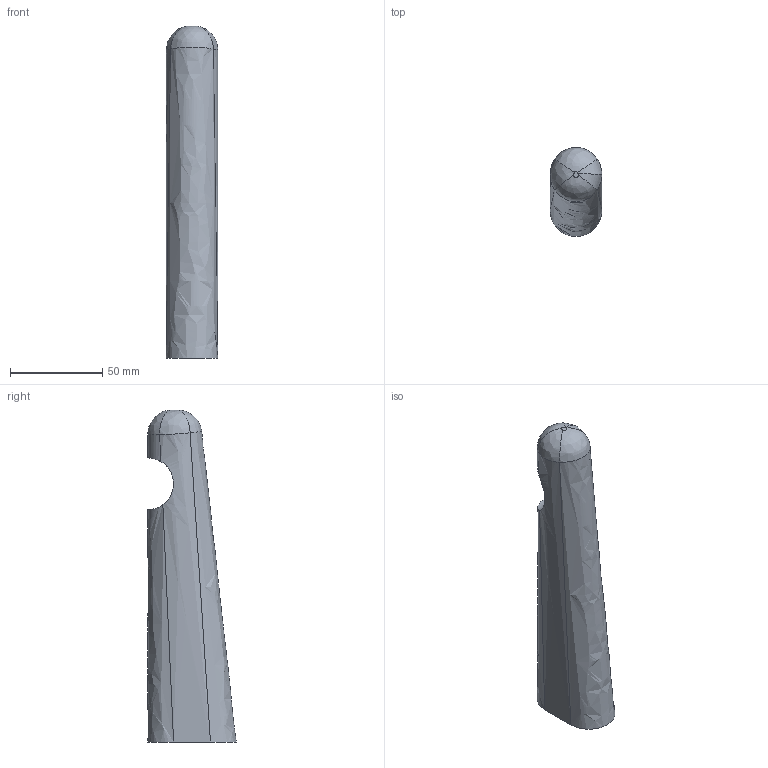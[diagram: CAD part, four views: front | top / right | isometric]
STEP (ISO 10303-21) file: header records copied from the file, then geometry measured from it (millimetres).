
FILE_DESCRIPTION(('FreeCAD Model'),'2;1');
FILE_NAME('Open CASCADE Shape Model','2025-03-19T12:42:47',(''),(''), 'Open CASCADE STEP processor 7.8','FreeCAD','Unknown');
FILE_SCHEMA(('CONFIG_CONTROL_DESIGN','SHAPE_APPEARANCE_LAYER_MIM'));
Length unit declared in the file: millimetre
Products named in the file (1): Body
Bounding box: 28 x 48 x 180 mm (x, y, z)
Volume: 147030.6 mm3; surface area: 21466.9 mm2
Topology: 1 solids, 1 shells, 27 faces, 61 edges, 38 vertices
Faces by surface type: bspline 11, plane 9, cylinder 7
Full cylindrical faces by diameter (mm): 3.5 x1
Entity records: 3182 total; most frequent: CARTESIAN_POINT 2031, DIRECTION 169, ORIENTED_EDGE 122, PCURVE 122, DEFINITIONAL_REPRESENTATION 122, LINE 106, VECTOR 106, EDGE_CURVE 61
